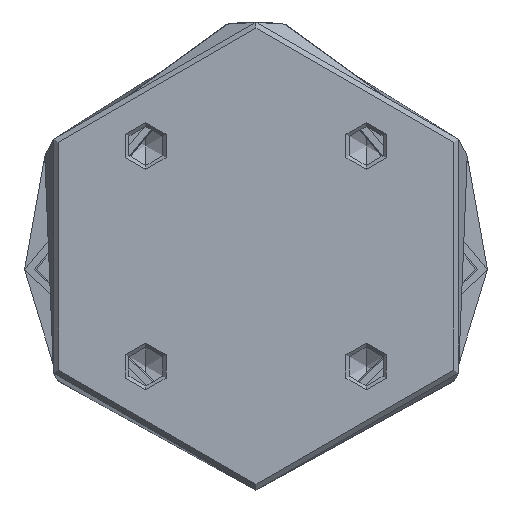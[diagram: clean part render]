
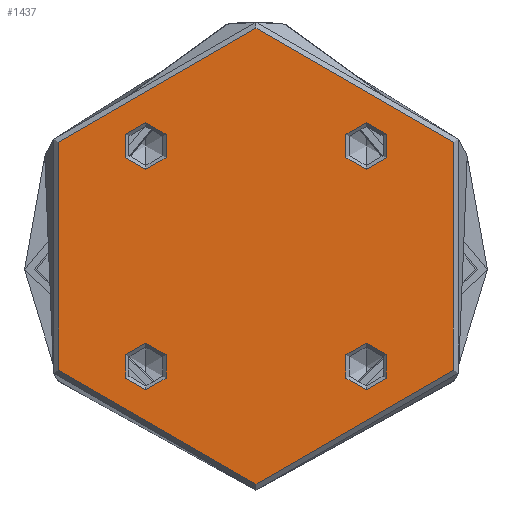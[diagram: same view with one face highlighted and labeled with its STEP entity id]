
A CAD part, front view. The second image highlights one B-rep face of the part: STEP entity #1437.
In plain terms, the highlighted face is planar.
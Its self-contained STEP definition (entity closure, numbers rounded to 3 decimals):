
#20 = CARTESIAN_POINT ( 'NONE',  ( -34.284, -28.284, 0. ) ) ;
#56 = CARTESIAN_POINT ( 'NONE',  ( 0., 0., 0. ) ) ;
#64 = ORIENTED_EDGE ( 'NONE', *, *, #2691, .T. ) ;
#76 = PLANE ( 'NONE',  #7073 ) ;
#415 = VERTEX_POINT ( 'NONE', #3875 ) ;
#439 = EDGE_LOOP ( 'NONE', ( #3621, #7355 ) ) ;
#547 = VERTEX_POINT ( 'NONE', #3805 ) ;
#588 = DIRECTION ( 'NONE',  ( 0., 0., -1. ) ) ;
#747 = DIRECTION ( 'NONE',  ( 0., 0., -1. ) ) ;
#775 = CARTESIAN_POINT ( 'NONE',  ( 22.284, 28.284, 0. ) ) ;
#805 = DIRECTION ( 'NONE',  ( -1., 0., 0. ) ) ;
#917 = AXIS2_PLACEMENT_3D ( 'NONE', #1178, #5844, #1856 ) ;
#1107 = ORIENTED_EDGE ( 'NONE', *, *, #5456, .T. ) ;
#1178 = CARTESIAN_POINT ( 'NONE',  ( 28.284, 28.284, 0. ) ) ;
#1257 = CIRCLE ( 'NONE', #8217, 6. ) ;
#1382 = ORIENTED_EDGE ( 'NONE', *, *, #7006, .T. ) ;
#1437 = ADVANCED_FACE ( 'NONE', ( #7241, #1586, #5140, #4938, #3175 ), #76, .F. ) ;
#1466 = DIRECTION ( 'NONE',  ( 0., 0., 1. ) ) ;
#1497 = CARTESIAN_POINT ( 'NONE',  ( 58.5, 0., 0. ) ) ;
#1586 = FACE_BOUND ( 'NONE', #6238, .T. ) ;
#1856 = DIRECTION ( 'NONE',  ( 1., 0., 0. ) ) ;
#1957 = CIRCLE ( 'NONE', #6121, 58.5 ) ;
#1973 = AXIS2_PLACEMENT_3D ( 'NONE', #7496, #3643, #8104 ) ;
#1998 = AXIS2_PLACEMENT_3D ( 'NONE', #5475, #1466, #6129 ) ;
#2055 = EDGE_CURVE ( 'NONE', #547, #415, #5854, .T. ) ;
#2111 = EDGE_CURVE ( 'NONE', #5876, #7140, #1257, .T. ) ;
#2361 = CARTESIAN_POINT ( 'NONE',  ( -58.5, 0., 0. ) ) ;
#2542 = CARTESIAN_POINT ( 'NONE',  ( 28.284, 28.284, 0. ) ) ;
#2591 = CARTESIAN_POINT ( 'NONE',  ( 34.284, 28.284, 0. ) ) ;
#2614 = DIRECTION ( 'NONE',  ( 0., 0., -1. ) ) ;
#2691 = EDGE_CURVE ( 'NONE', #8283, #6029, #5872, .T. ) ;
#2760 = CARTESIAN_POINT ( 'NONE',  ( -28.284, -28.284, 0. ) ) ;
#2821 = CARTESIAN_POINT ( 'NONE',  ( 0., 0., 0. ) ) ;
#2848 = EDGE_CURVE ( 'NONE', #415, #547, #5145, .T. ) ;
#3021 = CIRCLE ( 'NONE', #1998, 58.5 ) ;
#3022 = VERTEX_POINT ( 'NONE', #1497 ) ;
#3156 = AXIS2_PLACEMENT_3D ( 'NONE', #6553, #2614, #7165 ) ;
#3175 = FACE_OUTER_BOUND ( 'NONE', #7754, .T. ) ;
#3180 = DIRECTION ( 'NONE',  ( -1., 0., 0. ) ) ;
#3225 = DIRECTION ( 'NONE',  ( 1., 0., 0. ) ) ;
#3342 = DIRECTION ( 'NONE',  ( 0., 0., -1. ) ) ;
#3396 = CARTESIAN_POINT ( 'NONE',  ( -28.284, 28.284, 0. ) ) ;
#3436 = DIRECTION ( 'NONE',  ( -1., 0., 0. ) ) ;
#3494 = DIRECTION ( 'NONE',  ( 1., 0., 0. ) ) ;
#3551 = CARTESIAN_POINT ( 'NONE',  ( 22.284, -28.284, 0. ) ) ;
#3621 = ORIENTED_EDGE ( 'NONE', *, *, #5242, .F. ) ;
#3643 = DIRECTION ( 'NONE',  ( 0., 0., -1. ) ) ;
#3794 = VERTEX_POINT ( 'NONE', #2591 ) ;
#3805 = CARTESIAN_POINT ( 'NONE',  ( -34.284, 28.284, 0. ) ) ;
#3875 = CARTESIAN_POINT ( 'NONE',  ( -22.284, 28.284, 0. ) ) ;
#3980 = AXIS2_PLACEMENT_3D ( 'NONE', #3396, #3342, #3180 ) ;
#4110 = CARTESIAN_POINT ( 'NONE',  ( -22.284, -28.284, 0. ) ) ;
#4569 = ORIENTED_EDGE ( 'NONE', *, *, #2848, .T. ) ;
#4619 = CARTESIAN_POINT ( 'NONE',  ( 28.284, -28.284, 0. ) ) ;
#4642 = DIRECTION ( 'NONE',  ( -1., 0., 0. ) ) ;
#4649 = EDGE_CURVE ( 'NONE', #7140, #5876, #4816, .T. ) ;
#4670 = EDGE_LOOP ( 'NONE', ( #1382, #64 ) ) ;
#4797 = CARTESIAN_POINT ( 'NONE',  ( -28.284, -28.284, 0. ) ) ;
#4816 = CIRCLE ( 'NONE', #8286, 6. ) ;
#4938 = FACE_BOUND ( 'NONE', #439, .T. ) ;
#5000 = DIRECTION ( 'NONE',  ( 0., 0., 1. ) ) ;
#5140 = FACE_BOUND ( 'NONE', #4670, .T. ) ;
#5145 = CIRCLE ( 'NONE', #3156, 6. ) ;
#5242 = EDGE_CURVE ( 'NONE', #3794, #8284, #7650, .T. ) ;
#5282 = DIRECTION ( 'NONE',  ( 1., 0., 0. ) ) ;
#5420 = AXIS2_PLACEMENT_3D ( 'NONE', #4619, #588, #5282 ) ;
#5456 = EDGE_CURVE ( 'NONE', #3022, #7827, #3021, .T. ) ;
#5475 = CARTESIAN_POINT ( 'NONE',  ( 0., 0., 0. ) ) ;
#5488 = CARTESIAN_POINT ( 'NONE',  ( 34.284, -28.284, 0. ) ) ;
#5573 = CIRCLE ( 'NONE', #5420, 6. ) ;
#5844 = DIRECTION ( 'NONE',  ( 0., 0., 1. ) ) ;
#5854 = CIRCLE ( 'NONE', #3980, 6. ) ;
#5872 = CIRCLE ( 'NONE', #1973, 6. ) ;
#5876 = VERTEX_POINT ( 'NONE', #20 ) ;
#5950 = EDGE_CURVE ( 'NONE', #7827, #3022, #1957, .T. ) ;
#6029 = VERTEX_POINT ( 'NONE', #5488 ) ;
#6121 = AXIS2_PLACEMENT_3D ( 'NONE', #2821, #7353, #3494 ) ;
#6129 = DIRECTION ( 'NONE',  ( 1., 0., 0. ) ) ;
#6238 = EDGE_LOOP ( 'NONE', ( #6337, #4569 ) ) ;
#6337 = ORIENTED_EDGE ( 'NONE', *, *, #2055, .T. ) ;
#6553 = CARTESIAN_POINT ( 'NONE',  ( -28.284, 28.284, 0. ) ) ;
#6645 = ORIENTED_EDGE ( 'NONE', *, *, #5950, .T. ) ;
#6946 = EDGE_CURVE ( 'NONE', #8284, #3794, #7995, .T. ) ;
#7006 = EDGE_CURVE ( 'NONE', #6029, #8283, #5573, .T. ) ;
#7073 = AXIS2_PLACEMENT_3D ( 'NONE', #56, #747, #805 ) ;
#7106 = DIRECTION ( 'NONE',  ( 0., 0., 1. ) ) ;
#7140 = VERTEX_POINT ( 'NONE', #4110 ) ;
#7165 = DIRECTION ( 'NONE',  ( -1., 0., 0. ) ) ;
#7241 = FACE_BOUND ( 'NONE', #7901, .T. ) ;
#7297 = DIRECTION ( 'NONE',  ( 0., 0., 1. ) ) ;
#7353 = DIRECTION ( 'NONE',  ( 0., 0., 1. ) ) ;
#7355 = ORIENTED_EDGE ( 'NONE', *, *, #6946, .F. ) ;
#7496 = CARTESIAN_POINT ( 'NONE',  ( 28.284, -28.284, 0. ) ) ;
#7650 = CIRCLE ( 'NONE', #7944, 6. ) ;
#7754 = EDGE_LOOP ( 'NONE', ( #6645, #1107 ) ) ;
#7827 = VERTEX_POINT ( 'NONE', #2361 ) ;
#7875 = ORIENTED_EDGE ( 'NONE', *, *, #4649, .F. ) ;
#7901 = EDGE_LOOP ( 'NONE', ( #8141, #7875 ) ) ;
#7944 = AXIS2_PLACEMENT_3D ( 'NONE', #2542, #7106, #3225 ) ;
#7995 = CIRCLE ( 'NONE', #917, 6. ) ;
#8104 = DIRECTION ( 'NONE',  ( 1., 0., 0. ) ) ;
#8141 = ORIENTED_EDGE ( 'NONE', *, *, #2111, .F. ) ;
#8217 = AXIS2_PLACEMENT_3D ( 'NONE', #4797, #5000, #4642 ) ;
#8283 = VERTEX_POINT ( 'NONE', #3551 ) ;
#8284 = VERTEX_POINT ( 'NONE', #775 ) ;
#8286 = AXIS2_PLACEMENT_3D ( 'NONE', #2760, #7297, #3436 ) ;
